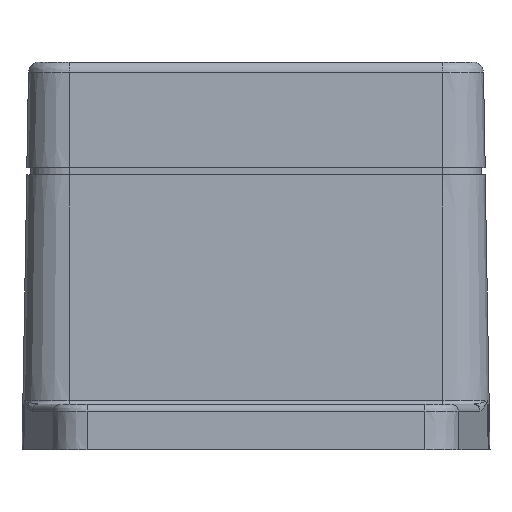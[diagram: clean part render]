
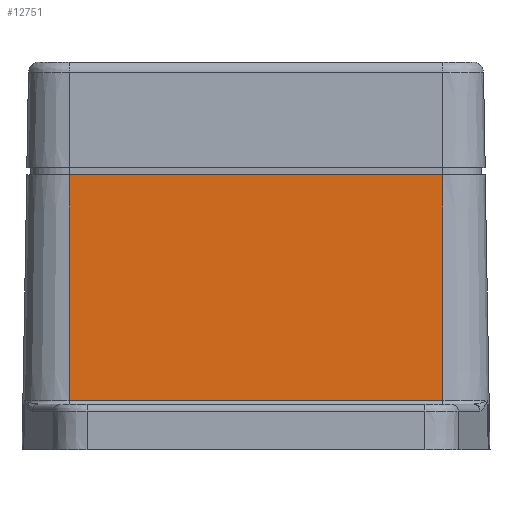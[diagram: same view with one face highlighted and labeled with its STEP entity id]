
A CAD part, front view. The second image highlights one B-rep face of the part: STEP entity #12751.
In plain terms, the highlighted planar face has unit normal (0, -1, 0.018).
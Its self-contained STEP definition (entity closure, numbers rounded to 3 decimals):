
#2 = CARTESIAN_POINT ( 'NONE',  ( -90273.443, -45231.661, 40. ) ) ;
#116 = AXIS2_PLACEMENT_3D ( 'NONE', #125, #166, #163 ) ;
#119 = PLANE ( 'NONE',  #116 ) ;
#120 = CARTESIAN_POINT ( 'NONE',  ( -90273.443, -45232.001, 20.5 ) ) ;
#121 = LINE ( 'NONE', #120, #168 ) ;
#122 = FACE_OUTER_BOUND ( 'NONE', #12689, .T. ) ;
#125 = CARTESIAN_POINT ( 'NONE',  ( -90326.443, -45231.661, 40. ) ) ;
#129 = DIRECTION ( 'NONE',  ( 1., 0., 0. ) ) ;
#130 = VECTOR ( 'NONE', #129, 1000. ) ;
#136 = CARTESIAN_POINT ( 'NONE',  ( -90299.943, -45231.661, 40. ) ) ;
#137 = LINE ( 'NONE', #136, #130 ) ;
#153 = DIRECTION ( 'NONE',  ( 0., -0.017, -1. ) ) ;
#163 = DIRECTION ( 'NONE',  ( 0., -0.017, -1. ) ) ;
#166 = DIRECTION ( 'NONE',  ( 0., -1., 0.017 ) ) ;
#168 = VECTOR ( 'NONE', #153, 1000. ) ;
#11396 = VERTEX_POINT ( 'NONE', #18045 ) ;
#11412 = VERTEX_POINT ( 'NONE', #18068 ) ;
#11420 = VERTEX_POINT ( 'NONE', #18055 ) ;
#11435 = EDGE_CURVE ( 'NONE', #11420, #11396, #18125, .T. ) ;
#11446 = EDGE_CURVE ( 'NONE', #11420, #11412, #18109, .T. ) ;
#12682 = VERTEX_POINT ( 'NONE', #2 ) ;
#12684 = ORIENTED_EDGE ( 'NONE', *, *, #12760, .F. ) ;
#12689 = EDGE_LOOP ( 'NONE', ( #12753, #12759, #12758, #12684 ) ) ;
#12749 = EDGE_CURVE ( 'NONE', #11396, #12682, #137, .T. ) ;
#12751 = ADVANCED_FACE ( 'NONE', ( #122 ), #119, .T. ) ;
#12753 = ORIENTED_EDGE ( 'NONE', *, *, #12749, .F. ) ;
#12758 = ORIENTED_EDGE ( 'NONE', *, *, #11446, .T. ) ;
#12759 = ORIENTED_EDGE ( 'NONE', *, *, #11435, .F. ) ;
#12760 = EDGE_CURVE ( 'NONE', #12682, #11412, #121, .T. ) ;
#18045 = CARTESIAN_POINT ( 'NONE',  ( -90326.443, -45231.661, 40. ) ) ;
#18055 = CARTESIAN_POINT ( 'NONE',  ( -90326.443, -45232.219, 7.991 ) ) ;
#18068 = CARTESIAN_POINT ( 'NONE',  ( -90273.443, -45232.219, 7.991 ) ) ;
#18106 = DIRECTION ( 'NONE',  ( 1., 0., 0. ) ) ;
#18108 = CARTESIAN_POINT ( 'NONE',  ( -90326.443, -45232.219, 7.991 ) ) ;
#18109 = LINE ( 'NONE', #18108, #18150 ) ;
#18122 = DIRECTION ( 'NONE',  ( 0., 0.017, 1. ) ) ;
#18123 = VECTOR ( 'NONE', #18122, 1000. ) ;
#18124 = CARTESIAN_POINT ( 'NONE',  ( -90326.443, -53942.436, -499000. ) ) ;
#18125 = LINE ( 'NONE', #18124, #18123 ) ;
#18150 = VECTOR ( 'NONE', #18106, 1000. ) ;
